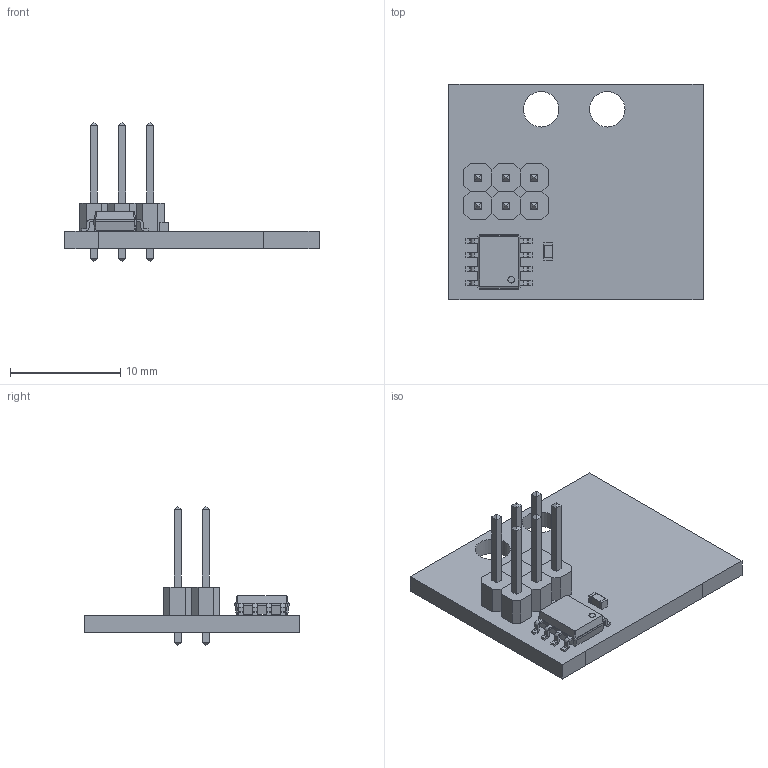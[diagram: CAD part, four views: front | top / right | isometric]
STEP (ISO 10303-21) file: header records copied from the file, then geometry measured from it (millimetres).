
FILE_DESCRIPTION(('FreeCAD Model'),'2;1');
FILE_NAME('magnetic-distance.step','2017-06-06T19:48:41',('kicad StepUp'),( 'ksu MCAD'),'Open CASCADE STEP processor 6.8','FreeCAD','Unknown');
FILE_SCHEMA(('AUTOMOTIVE_DESIGN_CC2 { 1 2 10303 214 -1 1 5 4 }'));
Length unit declared in the file: millimetre
Products named in the file (5): ASSEMBLY; Pcb; Group002_; SOIC-8_3.9x4.9mm_Pitch1.27mm_; C_0603_
Assembly tree (4 placements, depth 2):
  ASSEMBLY
    Pcb
    Group002_
    SOIC-8_3.9x4.9mm_Pitch1.27mm_
    C_0603_
Bounding box: 23 x 19.5 x 12.64 mm (x, y, z)
Volume: 828 mm3; surface area: 1440.3 mm2
Topology: 4 solids, 4 shells, 346 faces, 837 edges, 510 vertices
Faces by surface type: plane 213, bspline 80, cylinder 53
Full cylindrical faces by diameter (mm): 0.6 x1, 1 x6, 3.2 x2
Entity records: 12084 total; most frequent: CARTESIAN_POINT 2066, ORIENTED_EDGE 1674, DIRECTION 1357, EDGE_CURVE 837, LINE 603, VECTOR 603, VERTEX_POINT 510, AXIS2_PLACEMENT_3D 377
